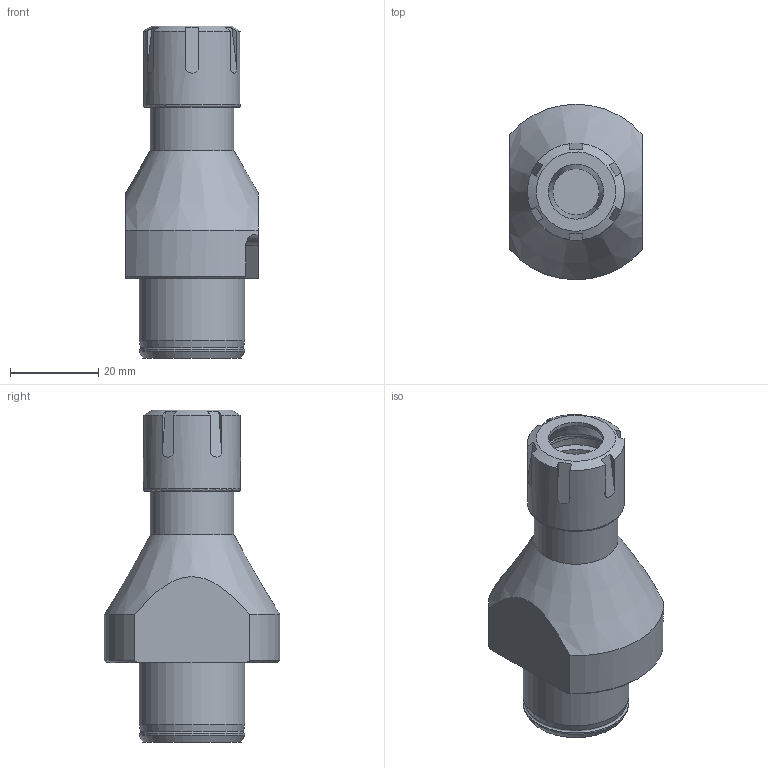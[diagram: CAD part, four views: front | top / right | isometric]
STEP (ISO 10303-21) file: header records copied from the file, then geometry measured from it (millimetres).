
FILE_DESCRIPTION(/* description */ (''),/* implementation_level */ '2;1');
FILE_NAME(/* name */ 'W9990346_stp.stp',/* time_stamp */ '2010-08-18T08:34:11+02:00',/* author */ (''),/* organization */ (''),/* preprocessor_version */ 'ST-DEVELOPER v11',/* originating_system */ 'UGS - NX 5.0',/* authorisation */ '');
FILE_SCHEMA (('AUTOMOTIVE_DESIGN { 1 0 10303 214 0 1 1 1 }'));
Length unit declared in the file: millimetre
Products named in the file (1): reicE237c2wo
Bounding box: 30 x 39.8 x 75.27 mm (x, y, z)
Volume: 35218 mm3; surface area: 10831.7 mm2
Topology: 2 solids, 2 shells, 60 faces, 145 edges, 93 vertices
Faces by surface type: plane 33, cylinder 13, cone 12, torus 2
Full cylindrical faces by diameter (mm): 10.5 x1, 12.5 x1, 17 x1, 17.8 x1, 18 x1, 19 x1, 20 x1, 22 x1, 24 x2
Entity records: 1632 total; most frequent: CARTESIAN_POINT 365, DIRECTION 257, ORIENTED_EDGE 226, EDGE_CURVE 113, AXIS2_PLACEMENT_3D 109, EDGE_LOOP 86, VERTEX_POINT 83, ADVANCED_FACE 59
